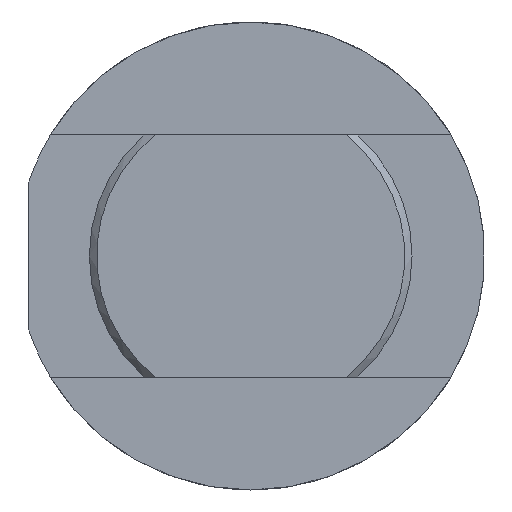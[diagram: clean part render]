
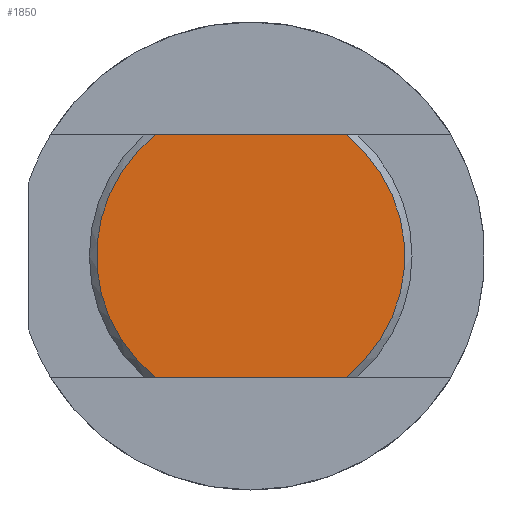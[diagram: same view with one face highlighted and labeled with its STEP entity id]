
A CAD part, front view. The second image highlights one B-rep face of the part: STEP entity #1850.
In plain terms, the highlighted planar face has unit normal (0, -1, 0).
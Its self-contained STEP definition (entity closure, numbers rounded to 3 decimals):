
#134=PLANE('',#2029);
#225=LINE('',#2853,#319);
#232=LINE('',#2861,#326);
#319=VECTOR('',#2396,1000.);
#326=VECTOR('',#2405,1000.);
#630=ORIENTED_EDGE('',*,*,#875,.F.);
#631=ORIENTED_EDGE('',*,*,#884,.T.);
#632=ORIENTED_EDGE('',*,*,#869,.F.);
#633=ORIENTED_EDGE('',*,*,#877,.T.);
#869=EDGE_CURVE('',#1040,#1039,#1131,.T.);
#875=EDGE_CURVE('',#1045,#1046,#1134,.T.);
#877=EDGE_CURVE('',#1040,#1046,#225,.T.);
#884=EDGE_CURVE('',#1045,#1039,#232,.T.);
#1039=VERTEX_POINT('',#2827);
#1040=VERTEX_POINT('',#2831);
#1045=VERTEX_POINT('',#2846);
#1046=VERTEX_POINT('',#2848);
#1131=CIRCLE('',#2011,19.1);
#1134=CIRCLE('',#2016,19.1);
#1249=EDGE_LOOP('',(#630,#631,#632,#633));
#1383=FACE_BOUND('',#1249,.T.);
#1850=ADVANCED_FACE('',(#1383),#134,.T.);
#2011=AXIS2_PLACEMENT_3D('',#2832,#2380,#2381);
#2016=AXIS2_PLACEMENT_3D('',#2847,#2392,#2393);
#2029=AXIS2_PLACEMENT_3D('',#2876,#2430,#2431);
#2380=DIRECTION('',(0.,1.,0.));
#2381=DIRECTION('',(1.,0.,0.));
#2392=DIRECTION('',(0.,1.,0.));
#2393=DIRECTION('',(-1.,0.,0.));
#2396=DIRECTION('',(-1.,0.,0.));
#2405=DIRECTION('',(1.,0.,0.));
#2430=DIRECTION('',(0.,-1.,0.));
#2431=DIRECTION('',(0.,0.,-1.));
#2827=CARTESIAN_POINT('',(11.824,0.,-15.));
#2831=CARTESIAN_POINT('',(11.824,0.,15.));
#2832=CARTESIAN_POINT('',(0.,0.,0.));
#2846=CARTESIAN_POINT('',(-11.824,0.,-15.));
#2847=CARTESIAN_POINT('',(0.,0.,0.));
#2848=CARTESIAN_POINT('',(-11.824,0.,15.));
#2853=CARTESIAN_POINT('',(11.824,0.,15.));
#2861=CARTESIAN_POINT('',(-11.824,0.,-15.));
#2876=CARTESIAN_POINT('',(-10.,0.,0.));
